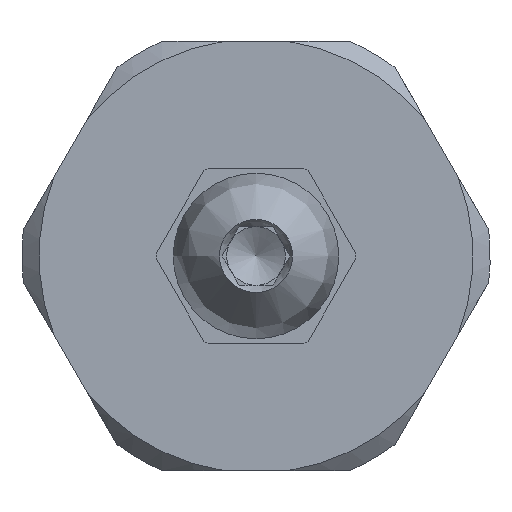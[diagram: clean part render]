
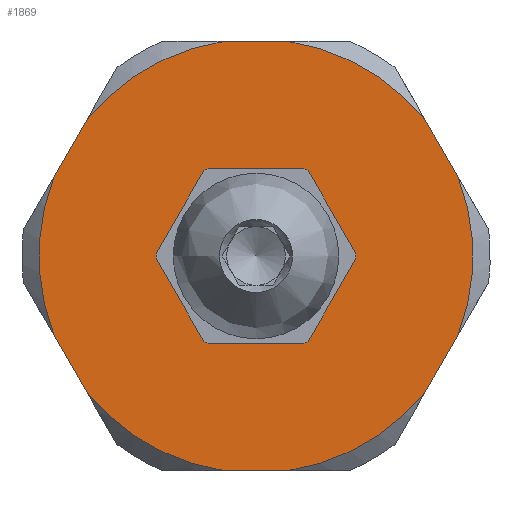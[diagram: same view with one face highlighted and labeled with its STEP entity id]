
A CAD part, left-side view. The second image highlights one B-rep face of the part: STEP entity #1869.
In plain terms, the highlighted planar face has unit normal (-1, 0, 0).
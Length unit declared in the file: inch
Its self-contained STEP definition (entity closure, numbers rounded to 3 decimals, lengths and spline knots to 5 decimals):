
#878=CARTESIAN_POINT('',(-0.7,-0.54448,0.43193));
#879=VERTEX_POINT('',#878);
#893=CARTESIAN_POINT('',(-0.7,-0.64631,0.25557));
#894=VERTEX_POINT('',#893);
#895=CARTESIAN_POINT('',(-0.7,-0.64631,0.25557));
#896=DIRECTION('',(0.0,0.5,0.866));
#897=VECTOR('',#896,0.20365);
#898=LINE('',#895,#897);
#899=EDGE_CURVE('',#894,#879,#898,.T.);
#978=CARTESIAN_POINT('',(-0.7,-0.64631,-0.25557));
#979=VERTEX_POINT('',#978);
#993=CARTESIAN_POINT('',(-0.7,-0.54448,-0.43193));
#994=VERTEX_POINT('',#993);
#995=CARTESIAN_POINT('',(-0.7,-0.54448,-0.43193));
#996=DIRECTION('',(0.0,-0.5,0.866));
#997=VECTOR('',#996,0.20365);
#998=LINE('',#995,#997);
#999=EDGE_CURVE('',#994,#979,#998,.T.);
#1078=CARTESIAN_POINT('',(-0.7,-0.10183,-0.6875));
#1079=VERTEX_POINT('',#1078);
#1093=CARTESIAN_POINT('',(-0.7,0.10183,-0.6875));
#1094=VERTEX_POINT('',#1093);
#1095=CARTESIAN_POINT('',(-0.7,0.10183,-0.6875));
#1096=DIRECTION('',(0.0,-1.0,0.0));
#1097=VECTOR('',#1096,0.20365);
#1098=LINE('',#1095,#1097);
#1099=EDGE_CURVE('',#1094,#1079,#1098,.T.);
#1178=CARTESIAN_POINT('',(-0.7,0.54448,-0.43193));
#1179=VERTEX_POINT('',#1178);
#1193=CARTESIAN_POINT('',(-0.7,0.64631,-0.25557));
#1194=VERTEX_POINT('',#1193);
#1195=CARTESIAN_POINT('',(-0.7,0.64631,-0.25557));
#1196=DIRECTION('',(0.0,-0.5,-0.866));
#1197=VECTOR('',#1196,0.20365);
#1198=LINE('',#1195,#1197);
#1199=EDGE_CURVE('',#1194,#1179,#1198,.T.);
#1278=CARTESIAN_POINT('',(-0.7,0.10183,0.6875));
#1279=VERTEX_POINT('',#1278);
#1293=CARTESIAN_POINT('',(-0.7,-0.10183,0.6875));
#1294=VERTEX_POINT('',#1293);
#1295=CARTESIAN_POINT('',(-0.7,-0.10183,0.6875));
#1296=DIRECTION('',(0.0,1.0,0.0));
#1297=VECTOR('',#1296,0.20365);
#1298=LINE('',#1295,#1297);
#1299=EDGE_CURVE('',#1294,#1279,#1298,.T.);
#1378=CARTESIAN_POINT('',(-0.7,0.64631,0.25557));
#1379=VERTEX_POINT('',#1378);
#1393=CARTESIAN_POINT('',(-0.7,0.54448,0.43193));
#1394=VERTEX_POINT('',#1393);
#1395=CARTESIAN_POINT('',(-0.7,0.54448,0.43193));
#1396=DIRECTION('',(0.0,0.5,-0.866));
#1397=VECTOR('',#1396,0.20365);
#1398=LINE('',#1395,#1397);
#1399=EDGE_CURVE('',#1394,#1379,#1398,.T.);
#1721=CARTESIAN_POINT('',(-0.7,0.,0.));
#1722=DIRECTION('',(1.0,0.0,0.0));
#1723=DIRECTION('',(0.0,1.0,0.0));
#1724=AXIS2_PLACEMENT_3D('',#1721,#1722,#1723);
#1725=CIRCLE('',#1724,0.695);
#1726=EDGE_CURVE('',#1394,#1279,#1725,.T.);
#1737=CARTESIAN_POINT('',(-0.7,0.,0.));
#1738=DIRECTION('',(1.0,0.0,0.0));
#1739=DIRECTION('',(0.0,1.0,0.0));
#1740=AXIS2_PLACEMENT_3D('',#1737,#1738,#1739);
#1741=CIRCLE('',#1740,0.695);
#1742=EDGE_CURVE('',#1194,#1379,#1741,.T.);
#1755=CARTESIAN_POINT('',(-0.7,0.,0.));
#1756=DIRECTION('',(1.0,0.0,0.0));
#1757=DIRECTION('',(0.0,1.0,0.0));
#1758=AXIS2_PLACEMENT_3D('',#1755,#1756,#1757);
#1759=CIRCLE('',#1758,0.695);
#1760=EDGE_CURVE('',#1094,#1179,#1759,.T.);
#1773=CARTESIAN_POINT('',(-0.7,0.,0.));
#1774=DIRECTION('',(1.0,0.0,0.0));
#1775=DIRECTION('',(0.0,1.0,0.0));
#1776=AXIS2_PLACEMENT_3D('',#1773,#1774,#1775);
#1777=CIRCLE('',#1776,0.695);
#1778=EDGE_CURVE('',#994,#1079,#1777,.T.);
#1791=CARTESIAN_POINT('',(-0.7,0.,0.));
#1792=DIRECTION('',(1.0,0.0,0.0));
#1793=DIRECTION('',(0.0,1.0,0.0));
#1794=AXIS2_PLACEMENT_3D('',#1791,#1792,#1793);
#1795=CIRCLE('',#1794,0.695);
#1796=EDGE_CURVE('',#894,#979,#1795,.T.);
#1817=CARTESIAN_POINT('',(-0.7,0.,0.));
#1818=DIRECTION('',(1.0,0.0,0.0));
#1819=DIRECTION('',(0.0,1.0,0.0));
#1820=AXIS2_PLACEMENT_3D('',#1817,#1818,#1819);
#1821=CIRCLE('',#1820,0.695);
#1822=EDGE_CURVE('',#1294,#879,#1821,.T.);
#1839=CARTESIAN_POINT('',(-0.7,0.44125,0.));
#1840=DIRECTION('',(-1.0,0.0,0.0));
#1841=DIRECTION('',(0.0,0.0,1.0));
#1842=AXIS2_PLACEMENT_3D('',#1839,#1840,#1841);
#1843=PLANE('',#1842);
#1844=ORIENTED_EDGE('',*,*,#899,.T.);
#1845=ORIENTED_EDGE('',*,*,#1822,.F.);
#1846=ORIENTED_EDGE('',*,*,#1299,.T.);
#1847=ORIENTED_EDGE('',*,*,#1726,.F.);
#1848=ORIENTED_EDGE('',*,*,#1399,.T.);
#1849=ORIENTED_EDGE('',*,*,#1742,.F.);
#1850=ORIENTED_EDGE('',*,*,#1199,.T.);
#1851=ORIENTED_EDGE('',*,*,#1760,.F.);
#1852=ORIENTED_EDGE('',*,*,#1099,.T.);
#1853=ORIENTED_EDGE('',*,*,#1778,.F.);
#1854=ORIENTED_EDGE('',*,*,#999,.T.);
#1855=ORIENTED_EDGE('',*,*,#1796,.F.);
#1856=EDGE_LOOP('',(#1844,#1845,#1846,#1847,#1848,#1849,#1850,#1851,#1852,#1853,#1854,#1855));
#1857=FACE_OUTER_BOUND('',#1856,.T.);
#1858=CARTESIAN_POINT('',(-0.7,0.1875,0.));
#1859=VERTEX_POINT('',#1858);
#1860=CARTESIAN_POINT('',(-0.7,0.,0.));
#1861=DIRECTION('',(1.0,0.0,0.0));
#1862=DIRECTION('',(0.0,1.0,0.0));
#1863=AXIS2_PLACEMENT_3D('',#1860,#1861,#1862);
#1864=CIRCLE('',#1863,0.1875);
#1865=EDGE_CURVE('',#1859,#1859,#1864,.T.);
#1866=ORIENTED_EDGE('',*,*,#1865,.T.);
#1867=EDGE_LOOP('',(#1866));
#1868=FACE_BOUND('',#1867,.T.);
#1869=ADVANCED_FACE('',(#1857,#1868),#1843,.T.);
